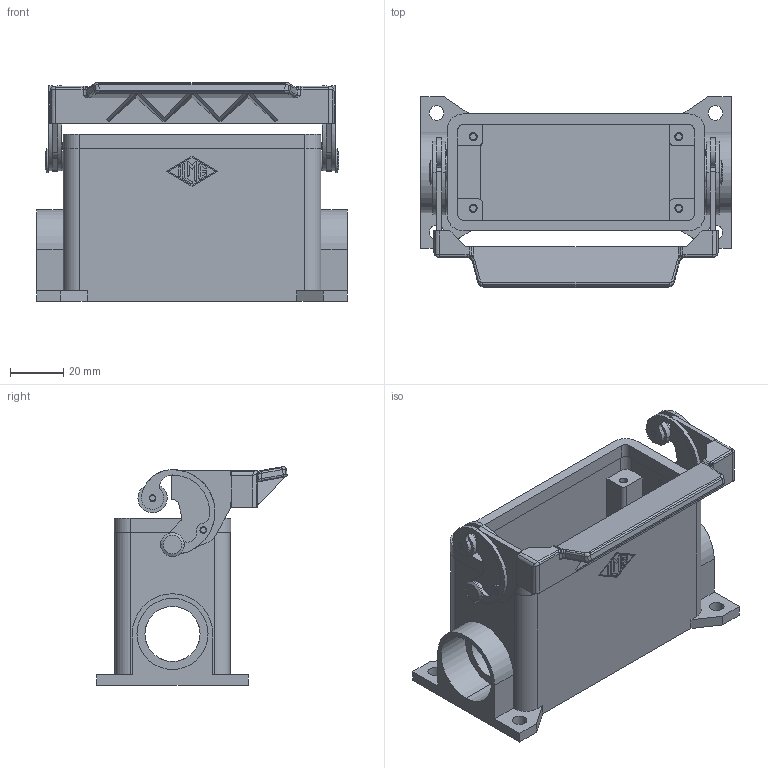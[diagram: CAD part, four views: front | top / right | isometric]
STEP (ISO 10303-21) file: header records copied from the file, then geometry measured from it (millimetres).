
FILE_DESCRIPTION((''),'2;1');
FILE_NAME('CHP 16 L2.stp','2007-01-04T08:48:55',('gembarski'),(''),'Autodesk Inventor 7','Autodesk Inventor 7','');
FILE_SCHEMA(('AUTOMOTIVE_DESIGN { 1 0 10303 214 1 1 1 1 }'));
Length unit declared in the file: millimetre
Products named in the file (1): CHP 16 L2
Bounding box: 117 x 71.7 x 82.42 mm (x, y, z)
Volume: 108924.7 mm3; surface area: 58958.8 mm2
Topology: 4 solids, 4 shells, 449 faces, 1191 edges, 776 vertices
Faces by surface type: plane 177, bspline 129, cylinder 123, torus 10, cone 6, sphere 4
Entity records: 16780 total; most frequent: CARTESIAN_POINT 5596, ORIENTED_EDGE 2370, DIRECTION 2309, EDGE_CURVE 1185, AXIS2_PLACEMENT_3D 823, VERTEX_POINT 776, VECTOR 663, LINE 663
